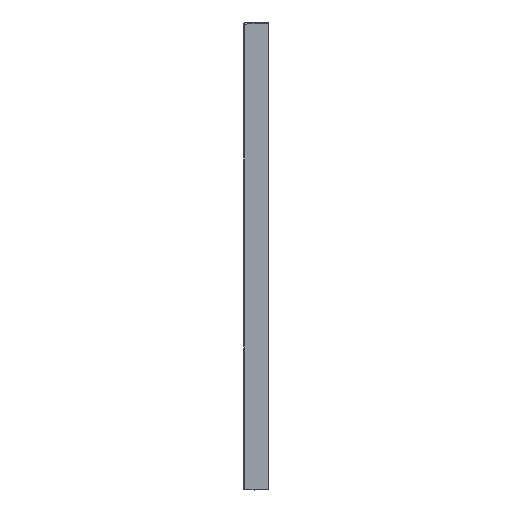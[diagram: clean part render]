
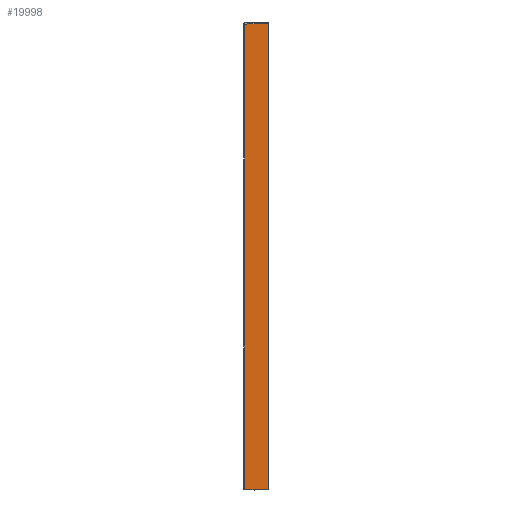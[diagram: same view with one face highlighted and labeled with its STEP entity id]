
A CAD part, left-side view. The second image highlights one B-rep face of the part: STEP entity #19998.
In plain terms, the highlighted planar face has unit normal (-0.999, 0.035, 0).
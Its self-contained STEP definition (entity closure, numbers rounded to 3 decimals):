
#92=DIRECTION('',(-0.035,-0.999,0.));
#93=VECTOR('',#92,38.058);
#94=CARTESIAN_POINT('',(-798.672,-1.965,-312.5));
#95=LINE('',#94,#93);
#419=CARTESIAN_POINT('',(-800.,-40.,435.501));
#421=DIRECTION('',(0.,0.,1.));
#422=VECTOR('',#421,60.);
#423=CARTESIAN_POINT('',(-798.672,-1.965,-312.5));
#424=LINE('',#423,#422);
#425=CARTESIAN_POINT('',(-798.673,-1.986,
-252.5));
#426=CARTESIAN_POINT('',(-798.673,-1.986,
-221.008));
#427=CARTESIAN_POINT('',(-798.672,-1.97,
-158.125));
#428=CARTESIAN_POINT('',(-798.671,-1.933,
-61.458));
#429=CARTESIAN_POINT('',(-798.67,-1.924,3.716));
#430=CARTESIAN_POINT('',(-798.671,-1.93,37.5));
#432=DIRECTION('',(0.,0.,1.));
#433=VECTOR('',#432,290.);
#434=CARTESIAN_POINT('',(-798.671,-1.93,37.5));
#435=LINE('',#434,#433);
#436=CARTESIAN_POINT('',(-798.673,-1.986,327.5));
#437=CARTESIAN_POINT('',(-798.673,-1.986,339.369));
#438=CARTESIAN_POINT('',(-798.672,-1.98,362.976));
#439=CARTESIAN_POINT('',(-798.672,-1.959,398.533));
#440=CARTESIAN_POINT('',(-798.671,-1.941,422.222));
#441=CARTESIAN_POINT('',(-798.671,-1.932,434.172));
#443=DIRECTION('',(-0.035,-0.999,0.035));
#444=VECTOR('',#443,38.115);
#445=CARTESIAN_POINT('',(-798.671,-1.932,434.172));
#446=LINE('',#445,#444);
#447=DIRECTION('',(0.,0.,-1.));
#448=VECTOR('',#447,748.001);
#449=CARTESIAN_POINT('',(-800.,-40.,435.501));
#450=LINE('',#449,#448);
#17617=CARTESIAN_POINT('',(-800.,-40.,-312.5));
#17618=VERTEX_POINT('',#17617);
#18824=CARTESIAN_POINT('',(-798.671,-1.932,
434.172));
#18825=VERTEX_POINT('',#18824);
#18826=VERTEX_POINT('',#419);
#18827=CARTESIAN_POINT('',(-798.672,-1.965,-312.5));
#18828=VERTEX_POINT('',#18827);
#18829=CARTESIAN_POINT('',(-798.673,-1.986,
-252.5));
#18830=VERTEX_POINT('',#18829);
#18831=VERTEX_POINT('',#430);
#18832=CARTESIAN_POINT('',(-798.673,-1.986,
327.5));
#18833=VERTEX_POINT('',#18832);
#19980=CARTESIAN_POINT('',(-799.335,-20.964,
61.501));
#19981=DIRECTION('',(0.999,-0.035,0.));
#19982=DIRECTION('',(0.035,0.999,0.));
#19983=AXIS2_PLACEMENT_3D('',#19980,#19981,#19982);
#19984=PLANE('',#19983);
#19985=ORIENTED_EDGE('',*,*,#19367,.F.);
#19987=ORIENTED_EDGE('',*,*,#19986,.T.);
#19989=ORIENTED_EDGE('',*,*,#19988,.T.);
#19991=ORIENTED_EDGE('',*,*,#19990,.T.);
#19993=ORIENTED_EDGE('',*,*,#19992,.T.);
#19994=ORIENTED_EDGE('',*,*,#19973,.T.);
#19995=ORIENTED_EDGE('',*,*,#19242,.T.);
#19996=EDGE_LOOP('',(#19985,#19987,#19989,#19991,#19993,#19994,#19995));
#19997=FACE_OUTER_BOUND('',#19996,.F.);
#19998=ADVANCED_FACE('',(#19997),#19984,.F.);
#431=B_SPLINE_CURVE_WITH_KNOTS('',3,(#425,#426,#427,#428,#429,#430),
.UNSPECIFIED.,.F.,.F.,(4,1,1,4),(0.,0.326,0.651,1.),
.UNSPECIFIED.);
#442=B_SPLINE_CURVE_WITH_KNOTS('',3,(#436,#437,#438,#439,#440,#441),
.UNSPECIFIED.,.F.,.F.,(4,1,1,4),(0.,0.334,0.664,1.),
.UNSPECIFIED.);
#19242=EDGE_CURVE('',#18826,#17618,#450,.T.);
#19367=EDGE_CURVE('',#18828,#17618,#95,.T.);
#19973=EDGE_CURVE('',#18825,#18826,#446,.T.);
#19986=EDGE_CURVE('',#18828,#18830,#424,.T.);
#19988=EDGE_CURVE('',#18830,#18831,#431,.T.);
#19990=EDGE_CURVE('',#18831,#18833,#435,.T.);
#19992=EDGE_CURVE('',#18833,#18825,#442,.T.);
